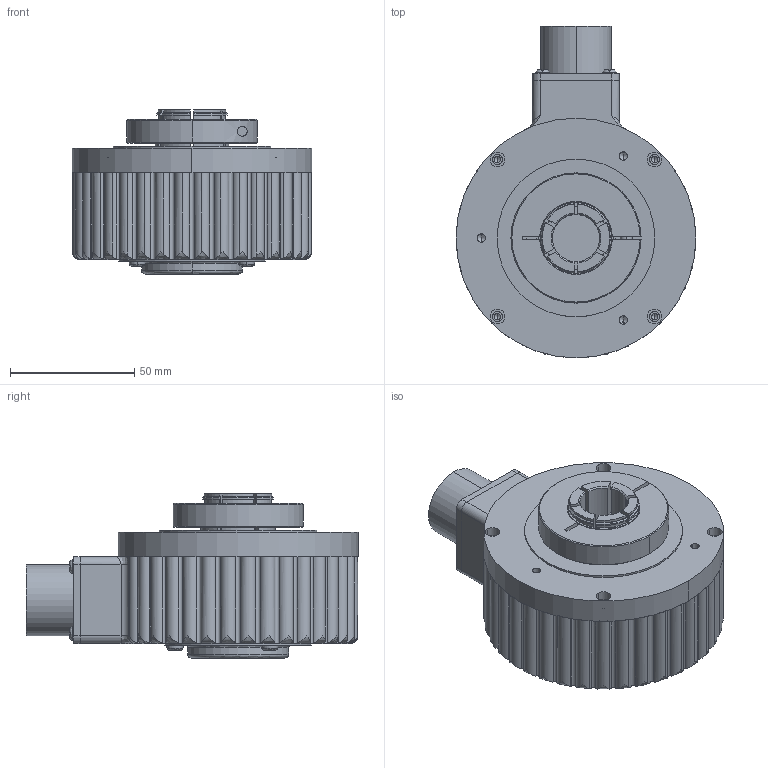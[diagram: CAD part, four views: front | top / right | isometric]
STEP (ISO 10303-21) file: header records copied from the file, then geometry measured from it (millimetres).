
FILE_DESCRIPTION (( 'STEP AP214' ), '1' );
FILE_NAME ('A775.STEP', '2022-07-26T00:29:03', ( '' ), ( '' ), 'SwSTEP 2.0', 'SolidWorks 2017', '' );
FILE_SCHEMA (( 'AUTOMOTIVE_DESIGN' ));
Length unit declared in the file: inch
Products named in the file (1): A775
Bounding box: 96.52 x 133.6 x 66.01 mm (x, y, z)
Volume: 467108.9 mm3; surface area: 104684.8 mm2
Topology: 5 solids, 5 shells, 691 faces, 1961 edges, 1263 vertices
Faces by surface type: cylinder 328, plane 270, cone 57, bspline 30, torus 6
Entity records: 26510 total; most frequent: CARTESIAN_POINT 8429, ORIENTED_EDGE 3878, DIRECTION 3745, EDGE_CURVE 1939, AXIS2_PLACEMENT_3D 1430, VERTEX_POINT 1263, VECTOR 885, LINE 885
